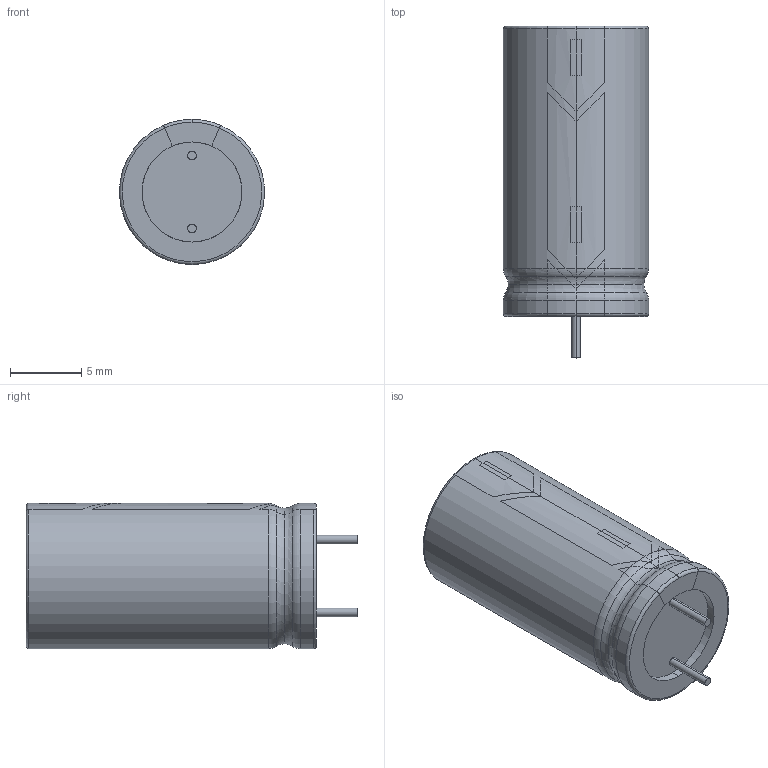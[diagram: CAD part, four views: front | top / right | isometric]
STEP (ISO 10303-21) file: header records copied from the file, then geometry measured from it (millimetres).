
FILE_DESCRIPTION (( 'STEP AP214' ), '1' );
FILE_NAME ('User Library-CE_R200_D400_H800.STEP', '2013-08-19T20:11:36', ( 'Windows User' ), ( '' ), 'SwSTEP 2.0', 'SolidWorks 2013', '' );
FILE_SCHEMA (( 'AUTOMOTIVE_DESIGN' ));
Length unit declared in the file: millimetre
Products named in the file (1): User Library-CE_R200_D400_H800
Bounding box: 10.15 x 23.22 x 10.16 mm (x, y, z)
Volume: 1610.2 mm3; surface area: 838.3 mm2
Topology: 1 solids, 1 shells, 83 faces, 196 edges, 117 vertices
Faces by surface type: plane 32, torus 28, cylinder 23
Entity records: 3199 total; most frequent: CARTESIAN_POINT 503, DIRECTION 427, ORIENTED_EDGE 392, EDGE_CURVE 196, AXIS2_PLACEMENT_3D 173, VERTEX_POINT 117, CIRCLE 89, EDGE_LOOP 85
